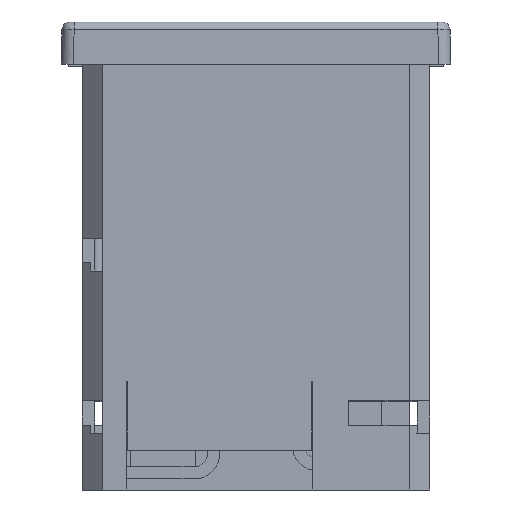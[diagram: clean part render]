
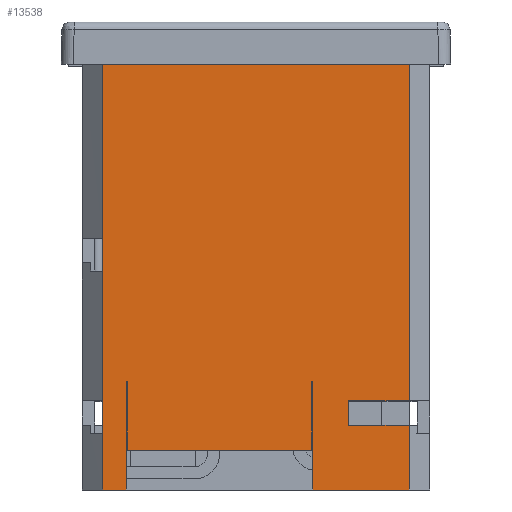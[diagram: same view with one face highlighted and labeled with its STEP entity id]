
A CAD part, front view. The second image highlights one B-rep face of the part: STEP entity #13538.
In plain terms, the highlighted planar face has unit normal (0, -1, 0).
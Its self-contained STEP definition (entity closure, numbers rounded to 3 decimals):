
#525=FACE_OUTER_BOUND('',#1218,.T.);
#1218=EDGE_LOOP('',(#8582,#8583,#8584,#8585,#8586,#8587,#8588,#8589,#8590,
#8591,#8592,#8593,#8594,#8595,#8596,#8597,#8598,#8599,#8600,#8601));
#1971=LINE('',#18913,#3623);
#1972=LINE('',#18915,#3624);
#1973=LINE('',#18917,#3625);
#1974=LINE('',#18919,#3626);
#1975=LINE('',#18921,#3627);
#1976=LINE('',#18923,#3628);
#1977=LINE('',#18925,#3629);
#1978=LINE('',#18927,#3630);
#1979=LINE('',#18929,#3631);
#1980=LINE('',#18931,#3632);
#1981=LINE('',#18933,#3633);
#1982=LINE('',#18935,#3634);
#1983=LINE('',#18937,#3635);
#1984=LINE('',#18939,#3636);
#1985=LINE('',#18941,#3637);
#1986=LINE('',#18943,#3638);
#1987=LINE('',#18945,#3639);
#1988=LINE('',#18947,#3640);
#1989=LINE('',#18949,#3641);
#1990=LINE('',#18950,#3642);
#3623=VECTOR('',#15376,22.8);
#3624=VECTOR('',#15377,8.5);
#3625=VECTOR('',#15378,23.);
#3626=VECTOR('',#15379,13.4);
#3627=VECTOR('',#15380,11.905);
#3628=VECTOR('',#15381,8.);
#3629=VECTOR('',#15382,7.505);
#3630=VECTOR('',#15383,3.);
#3631=VECTOR('',#15384,7.505);
#3632=VECTOR('',#15385,42.);
#3633=VECTOR('',#15386,37.81);
#3634=VECTOR('',#15387,10.);
#3635=VECTOR('',#15388,10.);
#3636=VECTOR('',#15389,10.);
#3637=VECTOR('',#15390,10.);
#3638=VECTOR('',#15391,10.);
#3639=VECTOR('',#15392,2.905);
#3640=VECTOR('',#15393,13.4);
#3641=VECTOR('',#15394,23.);
#3642=VECTOR('',#15395,8.5);
#5265=VERTEX_POINT('',#18911);
#5266=VERTEX_POINT('',#18912);
#5267=VERTEX_POINT('',#18914);
#5268=VERTEX_POINT('',#18916);
#5269=VERTEX_POINT('',#18918);
#5270=VERTEX_POINT('',#18920);
#5271=VERTEX_POINT('',#18922);
#5272=VERTEX_POINT('',#18924);
#5273=VERTEX_POINT('',#18926);
#5274=VERTEX_POINT('',#18928);
#5275=VERTEX_POINT('',#18930);
#5276=VERTEX_POINT('',#18932);
#5277=VERTEX_POINT('',#18934);
#5278=VERTEX_POINT('',#18936);
#5279=VERTEX_POINT('',#18938);
#5280=VERTEX_POINT('',#18940);
#5281=VERTEX_POINT('',#18942);
#5282=VERTEX_POINT('',#18944);
#5283=VERTEX_POINT('',#18946);
#5284=VERTEX_POINT('',#18948);
#6551=EDGE_CURVE('',#5265,#5266,#1971,.T.);
#6552=EDGE_CURVE('',#5266,#5267,#1972,.T.);
#6553=EDGE_CURVE('',#5267,#5268,#1973,.T.);
#6554=EDGE_CURVE('',#5269,#5268,#1974,.T.);
#6555=EDGE_CURVE('',#5269,#5270,#1975,.T.);
#6556=EDGE_CURVE('',#5270,#5271,#1976,.T.);
#6557=EDGE_CURVE('',#5271,#5272,#1977,.T.);
#6558=EDGE_CURVE('',#5273,#5272,#1978,.T.);
#6559=EDGE_CURVE('',#5274,#5273,#1979,.T.);
#6560=EDGE_CURVE('',#5274,#5275,#1980,.T.);
#6561=EDGE_CURVE('',#5276,#5275,#1981,.T.);
#6562=EDGE_CURVE('',#5277,#5276,#1982,.T.);
#6563=EDGE_CURVE('',#5278,#5277,#1983,.T.);
#6564=EDGE_CURVE('',#5279,#5278,#1984,.T.);
#6565=EDGE_CURVE('',#5280,#5279,#1985,.T.);
#6566=EDGE_CURVE('',#5281,#5280,#1986,.T.);
#6567=EDGE_CURVE('',#5281,#5282,#1987,.T.);
#6568=EDGE_CURVE('',#5282,#5283,#1988,.T.);
#6569=EDGE_CURVE('',#5283,#5284,#1989,.T.);
#6570=EDGE_CURVE('',#5265,#5284,#1990,.T.);
#8582=ORIENTED_EDGE('',*,*,#6551,.T.);
#8583=ORIENTED_EDGE('',*,*,#6552,.T.);
#8584=ORIENTED_EDGE('',*,*,#6553,.T.);
#8585=ORIENTED_EDGE('',*,*,#6554,.F.);
#8586=ORIENTED_EDGE('',*,*,#6555,.T.);
#8587=ORIENTED_EDGE('',*,*,#6556,.T.);
#8588=ORIENTED_EDGE('',*,*,#6557,.T.);
#8589=ORIENTED_EDGE('',*,*,#6558,.F.);
#8590=ORIENTED_EDGE('',*,*,#6559,.F.);
#8591=ORIENTED_EDGE('',*,*,#6560,.T.);
#8592=ORIENTED_EDGE('',*,*,#6561,.F.);
#8593=ORIENTED_EDGE('',*,*,#6562,.F.);
#8594=ORIENTED_EDGE('',*,*,#6563,.F.);
#8595=ORIENTED_EDGE('',*,*,#6564,.F.);
#8596=ORIENTED_EDGE('',*,*,#6565,.F.);
#8597=ORIENTED_EDGE('',*,*,#6566,.F.);
#8598=ORIENTED_EDGE('',*,*,#6567,.T.);
#8599=ORIENTED_EDGE('',*,*,#6568,.T.);
#8600=ORIENTED_EDGE('',*,*,#6569,.T.);
#8601=ORIENTED_EDGE('',*,*,#6570,.F.);
#12292=PLANE('',#14277);
#13538=ADVANCED_FACE('',(#525),#12292,.T.);
#14277=AXIS2_PLACEMENT_3D('',#18910,#15374,#15375);
#15374=DIRECTION('center_axis',(0.,-1.,0.));
#15375=DIRECTION('ref_axis',(1.,0.,0.));
#15376=DIRECTION('',(1.,0.,0.));
#15377=DIRECTION('',(0.,0.,1.));
#15378=DIRECTION('',(1.,0.,0.));
#15379=DIRECTION('',(0.,0.,1.));
#15380=DIRECTION('',(1.,0.,0.));
#15381=DIRECTION('',(0.,0.,1.));
#15382=DIRECTION('',(-1.,0.,0.));
#15383=DIRECTION('',(0.,0.,-1.));
#15384=DIRECTION('',(-1.,0.,0.));
#15385=DIRECTION('',(0.,0.,1.));
#15386=DIRECTION('',(1.,0.,0.));
#15387=DIRECTION('',(0.,0.,1.));
#15388=DIRECTION('',(0.,0.,1.));
#15389=DIRECTION('',(0.,0.,1.));
#15390=DIRECTION('',(0.,0.,1.));
#15391=DIRECTION('',(0.,0.,1.));
#15392=DIRECTION('',(1.,0.,0.));
#15393=DIRECTION('',(0.,0.,1.));
#15394=DIRECTION('',(1.,0.,0.));
#15395=DIRECTION('',(0.,0.,1.));
#18910=CARTESIAN_POINT('Origin',(-15.9,-21.4,-6.));
#18911=CARTESIAN_POINT('',(-15.9,-21.4,-6.));
#18912=CARTESIAN_POINT('',(6.9,-21.4,-6.));
#18913=CARTESIAN_POINT('',(-15.9,-21.4,-6.));
#18914=CARTESIAN_POINT('',(6.9,-21.4,2.5));
#18915=CARTESIAN_POINT('',(6.9,-21.4,-6.));
#18916=CARTESIAN_POINT('',(7.,-21.4,2.5));
#18917=CARTESIAN_POINT('',(-16.,-21.4,2.5));
#18918=CARTESIAN_POINT('',(7.,-21.4,-10.9));
#18919=CARTESIAN_POINT('',(7.,-21.4,-10.9));
#18920=CARTESIAN_POINT('',(18.905,-21.4,-10.9));
#18921=CARTESIAN_POINT('',(7.,-21.4,-10.9));
#18922=CARTESIAN_POINT('',(18.905,-21.4,-2.9));
#18923=CARTESIAN_POINT('',(18.905,-21.4,-10.9));
#18924=CARTESIAN_POINT('',(11.4,-21.4,-2.9));
#18925=CARTESIAN_POINT('',(18.905,-21.4,-2.9));
#18926=CARTESIAN_POINT('',(11.4,-21.4,0.1));
#18927=CARTESIAN_POINT('',(11.4,-21.4,0.1));
#18928=CARTESIAN_POINT('',(18.905,-21.4,0.1));
#18929=CARTESIAN_POINT('',(18.905,-21.4,0.1));
#18930=CARTESIAN_POINT('',(18.905,-21.4,42.1));
#18931=CARTESIAN_POINT('',(18.905,-21.4,0.1));
#18932=CARTESIAN_POINT('',(-18.905,-21.4,42.1));
#18933=CARTESIAN_POINT('',(-18.905,-21.4,42.1));
#18934=CARTESIAN_POINT('',(-18.903,-21.4,20.1));
#18935=CARTESIAN_POINT('',(-18.905,-21.4,44.1));
#18936=CARTESIAN_POINT('',(-18.903,-21.4,16.1));
#18937=CARTESIAN_POINT('',(-18.9,-21.4,30.1));
#18938=CARTESIAN_POINT('',(-18.903,-21.4,0.1));
#18939=CARTESIAN_POINT('',(-18.905,-21.4,44.1));
#18940=CARTESIAN_POINT('',(-18.903,-21.4,-3.9));
#18941=CARTESIAN_POINT('',(-18.9,-21.4,20.1));
#18942=CARTESIAN_POINT('',(-18.905,-21.4,-10.9));
#18943=CARTESIAN_POINT('',(-18.905,-21.4,44.1));
#18944=CARTESIAN_POINT('',(-16.,-21.4,-10.9));
#18945=CARTESIAN_POINT('',(-18.905,-21.4,-10.9));
#18946=CARTESIAN_POINT('',(-16.,-21.4,2.5));
#18947=CARTESIAN_POINT('',(-16.,-21.4,-10.9));
#18948=CARTESIAN_POINT('',(-15.9,-21.4,2.5));
#18949=CARTESIAN_POINT('',(-16.,-21.4,2.5));
#18950=CARTESIAN_POINT('',(-15.9,-21.4,-6.));
